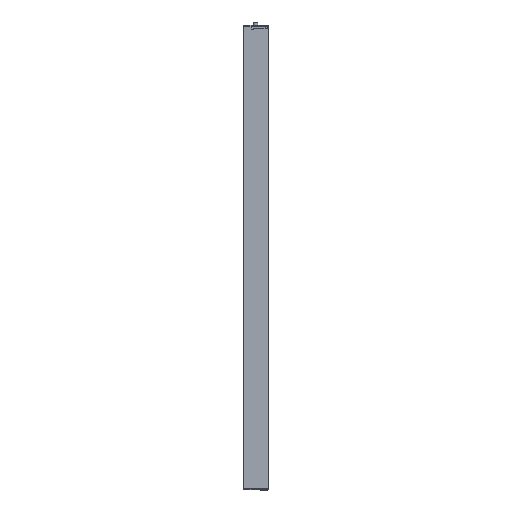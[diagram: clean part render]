
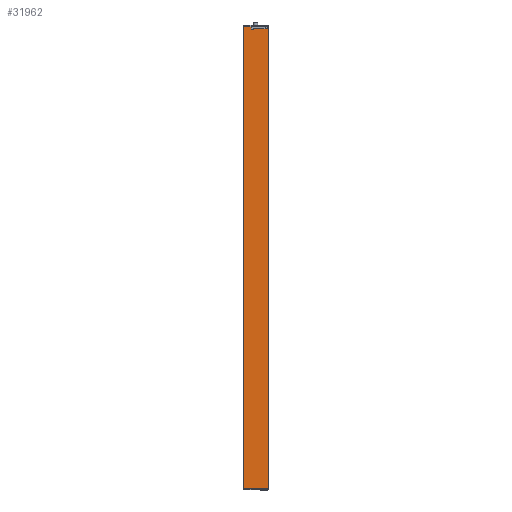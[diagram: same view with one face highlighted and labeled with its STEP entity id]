
A CAD part, left-side view. The second image highlights one B-rep face of the part: STEP entity #31962.
In plain terms, the highlighted planar face has unit normal (-1, 0, 0).
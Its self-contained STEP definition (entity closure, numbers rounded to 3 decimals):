
#1173 = CARTESIAN_POINT ( 'NONE',  ( -5.75, 0.2, 705. ) ) ;
#4309 = CARTESIAN_POINT ( 'NONE',  ( -5.75, 37.8, 705. ) ) ;
#4648 = CARTESIAN_POINT ( 'NONE',  ( -5.75, 37.8, 705. ) ) ;
#5342 = EDGE_CURVE ( 'NONE', #55923, #75931, #39579, .T. ) ;
#8054 = DIRECTION ( 'NONE',  ( 0., 0., 1. ) ) ;
#11980 = EDGE_CURVE ( 'NONE', #75931, #72550, #27811, .T. ) ;
#18825 = ORIENTED_EDGE ( 'NONE', *, *, #42536, .T. ) ;
#20704 = LINE ( 'NONE', #26722, #26960 ) ;
#26722 = CARTESIAN_POINT ( 'NONE',  ( -5.75, 0., 705. ) ) ;
#26960 = VECTOR ( 'NONE', #52941, 1000. ) ;
#27072 = VECTOR ( 'NONE', #8054, 1000. ) ;
#27811 = LINE ( 'NONE', #1173, #27072 ) ;
#28097 = DIRECTION ( 'NONE',  ( 1., 0., 0. ) ) ;
#29967 = EDGE_CURVE ( 'NONE', #32947, #72550, #20704, .T. ) ;
#31962 = ADVANCED_FACE ( 'NONE', ( #81333 ), #34540, .F. ) ;
#32629 = EDGE_LOOP ( 'NONE', ( #74877, #84275, #63889, #18825 ) ) ;
#32947 = VERTEX_POINT ( 'NONE', #4309 ) ;
#33528 = AXIS2_PLACEMENT_3D ( 'NONE', #60729, #28097, #74456 ) ;
#34540 = PLANE ( 'NONE',  #33528 ) ;
#39579 = LINE ( 'NONE', #51635, #39896 ) ;
#39896 = VECTOR ( 'NONE', #58482, 1000. ) ;
#42536 = EDGE_CURVE ( 'NONE', #32947, #55923, #83669, .T. ) ;
#44298 = CARTESIAN_POINT ( 'NONE',  ( -5.75, 37.8, 0. ) ) ;
#51635 = CARTESIAN_POINT ( 'NONE',  ( -5.75, 0., 0. ) ) ;
#52941 = DIRECTION ( 'NONE',  ( 0., -1., 0. ) ) ;
#55923 = VERTEX_POINT ( 'NONE', #44298 ) ;
#58482 = DIRECTION ( 'NONE',  ( 0., -1., 0. ) ) ;
#60729 = CARTESIAN_POINT ( 'NONE',  ( -5.75, 0., 705. ) ) ;
#62062 = CARTESIAN_POINT ( 'NONE',  ( -5.75, 0.2, 0. ) ) ;
#63492 = DIRECTION ( 'NONE',  ( 0., 0., -1. ) ) ;
#63889 = ORIENTED_EDGE ( 'NONE', *, *, #29967, .F. ) ;
#72550 = VERTEX_POINT ( 'NONE', #84590 ) ;
#74456 = DIRECTION ( 'NONE',  ( 0., 1., 0. ) ) ;
#74877 = ORIENTED_EDGE ( 'NONE', *, *, #5342, .T. ) ;
#75931 = VERTEX_POINT ( 'NONE', #62062 ) ;
#81333 = FACE_OUTER_BOUND ( 'NONE', #32629, .T. ) ;
#83669 = LINE ( 'NONE', #4648, #84801 ) ;
#84275 = ORIENTED_EDGE ( 'NONE', *, *, #11980, .T. ) ;
#84590 = CARTESIAN_POINT ( 'NONE',  ( -5.75, 0.2, 705. ) ) ;
#84801 = VECTOR ( 'NONE', #63492, 1000. ) ;
